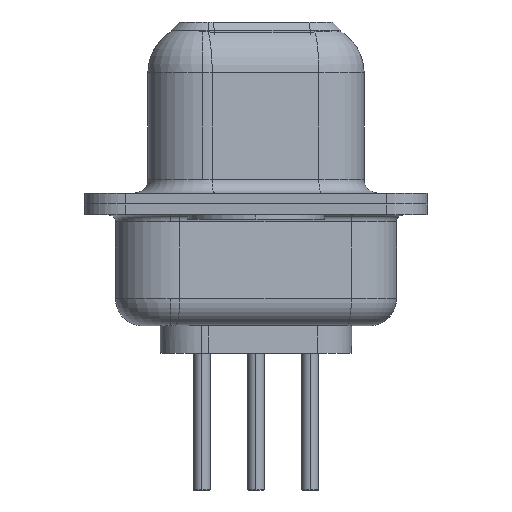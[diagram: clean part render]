
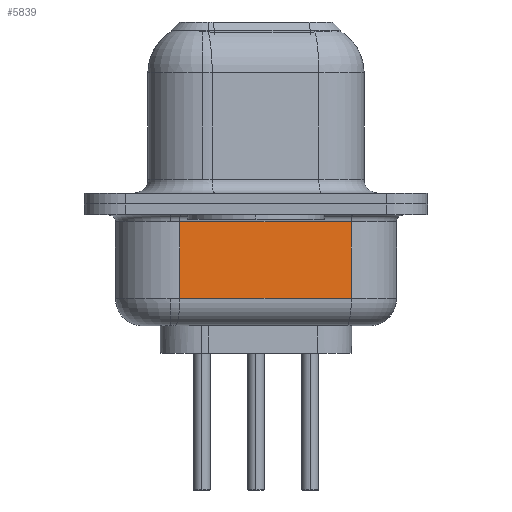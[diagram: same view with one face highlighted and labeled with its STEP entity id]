
A CAD part, left-side view. The second image highlights one B-rep face of the part: STEP entity #5839.
In plain terms, the highlighted planar face has unit normal (-0.985, -0.174, 0).
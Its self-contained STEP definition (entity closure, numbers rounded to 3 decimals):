
#338 = VECTOR ( 'NONE', #10948, 1000. ) ;
#1200 = VECTOR ( 'NONE', #26385, 1000. ) ;
#1314 = EDGE_CURVE ( 'NONE', #26012, #9387, #16450, .T. ) ;
#1482 = CARTESIAN_POINT ( 'NONE',  ( 2.885, 2.788, -3.45 ) ) ;
#1802 = EDGE_CURVE ( 'NONE', #2142, #22243, #8648, .T. ) ;
#1860 = ORIENTED_EDGE ( 'NONE', *, *, #13240, .T. ) ;
#2142 = VERTEX_POINT ( 'NONE', #1482 ) ;
#2338 = LINE ( 'NONE', #6565, #16070 ) ;
#2952 = LINE ( 'NONE', #9234, #22775 ) ;
#4129 = EDGE_LOOP ( 'NONE', ( #24544, #5436, #1860, #10205 ) ) ;
#5436 = ORIENTED_EDGE ( 'NONE', *, *, #1802, .T. ) ;
#5839 = ADVANCED_FACE ( 'NONE', ( #6112 ), #8294, .F. ) ;
#6112 = FACE_OUTER_BOUND ( 'NONE', #4129, .T. ) ;
#6243 = DIRECTION ( 'NONE',  ( -0.174, 0.985, 0. ) ) ;
#6565 = CARTESIAN_POINT ( 'NONE',  ( 2.885, 2.788, -4.45 ) ) ;
#8294 = PLANE ( 'NONE',  #24849 ) ;
#8648 = LINE ( 'NONE', #19102, #338 ) ;
#8965 = DIRECTION ( 'NONE',  ( 0., 0., 1. ) ) ;
#9234 = CARTESIAN_POINT ( 'NONE',  ( 3.991, -3.482, -4.45 ) ) ;
#9387 = VERTEX_POINT ( 'NONE', #14124 ) ;
#10197 = CARTESIAN_POINT ( 'NONE',  ( 3.991, -3.482, -3.45 ) ) ;
#10205 = ORIENTED_EDGE ( 'NONE', *, *, #1314, .T. ) ;
#10948 = DIRECTION ( 'NONE',  ( 0.174, -0.985, 0. ) ) ;
#13240 = EDGE_CURVE ( 'NONE', #22243, #26012, #2952, .T. ) ;
#14124 = CARTESIAN_POINT ( 'NONE',  ( 2.885, 2.788, -0.65 ) ) ;
#15250 = DIRECTION ( 'NONE',  ( 0., 0., 1. ) ) ;
#16070 = VECTOR ( 'NONE', #15250, 1000. ) ;
#16450 = LINE ( 'NONE', #24758, #1200 ) ;
#16569 = CARTESIAN_POINT ( 'NONE',  ( 2.885, 2.788, -4.45 ) ) ;
#19102 = CARTESIAN_POINT ( 'NONE',  ( 2.885, 2.788, -3.45 ) ) ;
#19499 = CARTESIAN_POINT ( 'NONE',  ( 3.991, -3.482, -0.65 ) ) ;
#22243 = VERTEX_POINT ( 'NONE', #10197 ) ;
#22775 = VECTOR ( 'NONE', #8965, 1000. ) ;
#24298 = EDGE_CURVE ( 'NONE', #2142, #9387, #2338, .T. ) ;
#24544 = ORIENTED_EDGE ( 'NONE', *, *, #24298, .F. ) ;
#24758 = CARTESIAN_POINT ( 'NONE',  ( 2.885, 2.788, -0.65 ) ) ;
#24849 = AXIS2_PLACEMENT_3D ( 'NONE', #16569, #24879, #6243 ) ;
#24879 = DIRECTION ( 'NONE',  ( 0.985, 0.174, 0. ) ) ;
#26012 = VERTEX_POINT ( 'NONE', #19499 ) ;
#26385 = DIRECTION ( 'NONE',  ( -0.174, 0.985, 0. ) ) ;
